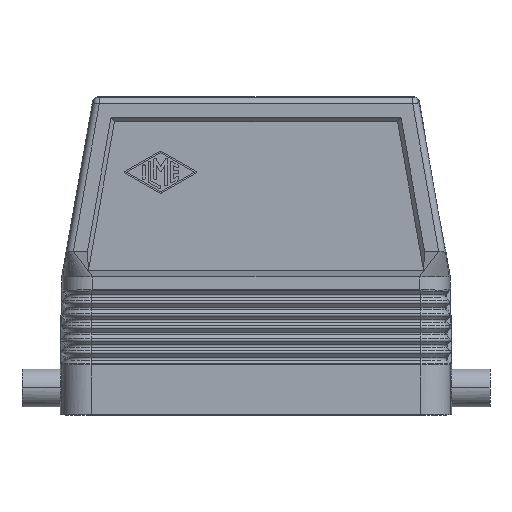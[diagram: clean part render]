
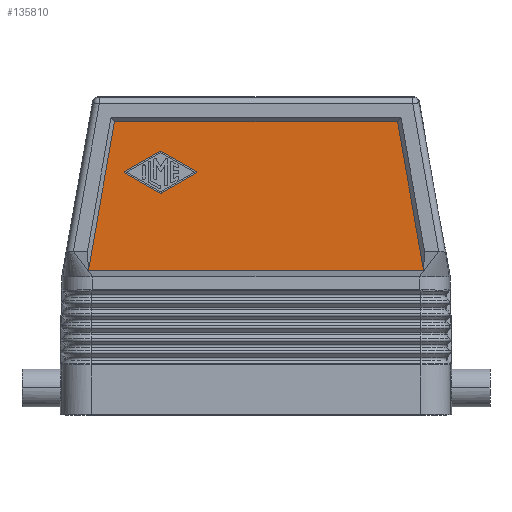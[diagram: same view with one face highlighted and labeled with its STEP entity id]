
A CAD part, left-side view. The second image highlights one B-rep face of the part: STEP entity #135810.
In plain terms, the highlighted planar face has unit normal (-1, 0, 0).
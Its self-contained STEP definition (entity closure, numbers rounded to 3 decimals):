
#32940=CARTESIAN_POINT('',(374.083,40.072,
63.188));
#32950=VERTEX_POINT('',#32940);
#33120=CARTESIAN_POINT('',(374.083,48.488,
58.377));
#33130=VERTEX_POINT('',#33120);
#33160=CARTESIAN_POINT('',(374.083,44.373,
60.73));
#33170=DIRECTION('',(0.,-0.868,0.496));
#33180=VECTOR('',#33170,1.);
#33190=LINE('',#33160,#33180);
#33200=EDGE_CURVE('',#33130,#32950,#33190,.T.);
#94700=CARTESIAN_POINT('',(374.083,40.072,
53.277));
#94710=VERTEX_POINT('',#94700);
#94890=CARTESIAN_POINT('',(374.083,39.741,
53.277));
#94900=VERTEX_POINT('',#94890);
#94930=CARTESIAN_POINT('',(374.083,39.906,
53.566));
#94940=DIRECTION('',(-1.,0.,0.));
#94950=DIRECTION('',(0.,-1.,0.));
#94960=AXIS2_PLACEMENT_3D('',#94930,#94940,#94950);
#94970=CIRCLE('',#94960,0.333);
#94980=EDGE_CURVE('',#94710,#94900,#94970,.T.);
#105710=CARTESIAN_POINT('',(374.083,31.324,
58.088));
#105720=VERTEX_POINT('',#105710);
#105800=CARTESIAN_POINT('',(374.083,31.324,
58.377));
#105810=VERTEX_POINT('',#105800);
#105840=CARTESIAN_POINT('',(374.083,31.407,
58.233));
#105850=DIRECTION('',(-1.,0.,0.));
#105860=DIRECTION('',(0.,-1.,0.));
#105870=AXIS2_PLACEMENT_3D('',#105840,#105850,#105860);
#105880=CIRCLE('',#105870,0.167);
#105890=EDGE_CURVE('',#105720,#105810,#105880,.T.);
#116700=CARTESIAN_POINT('',(374.083,48.488,
58.088));
#116710=VERTEX_POINT('',#116700);
#116740=CARTESIAN_POINT('',(374.083,48.405,
58.233));
#116750=DIRECTION('',(-1.,0.,0.));
#116760=DIRECTION('',(0.,-1.,0.));
#116770=AXIS2_PLACEMENT_3D('',#116740,#116750,#116760);
#116780=CIRCLE('',#116770,0.167);
#116790=EDGE_CURVE('',#33130,#116710,#116780,.T.);
#126440=CARTESIAN_POINT('',(374.083,44.373,
55.735));
#126450=DIRECTION('',(0.,0.868,0.496));
#126460=VECTOR('',#126450,1.);
#126470=LINE('',#126440,#126460);
#126480=EDGE_CURVE('',#94710,#116710,#126470,.T.);
#132100=CARTESIAN_POINT('',(374.083,39.741,
63.188));
#132110=VERTEX_POINT('',#132100);
#132160=CARTESIAN_POINT('',(374.083,39.906,
62.899));
#132170=DIRECTION('',(-1.,0.,0.));
#132180=DIRECTION('',(0.,-1.,0.));
#132190=AXIS2_PLACEMENT_3D('',#132160,#132170,#132180);
#132200=CIRCLE('',#132190,0.333);
#132210=EDGE_CURVE('',#132110,#32950,#132200,.T.);
#134620=CARTESIAN_POINT('',(374.083,50.926,
70.233));
#134630=VERTEX_POINT('',#134620);
#134800=CARTESIAN_POINT('',(374.083,-16.613,
70.233));
#134810=VERTEX_POINT('',#134800);
#134840=CARTESIAN_POINT('',(374.083,44.373,
70.233));
#134850=DIRECTION('',(0.,1.,0.));
#134860=VECTOR('',#134850,1.);
#134870=LINE('',#134840,#134860);
#134880=EDGE_CURVE('',#134810,#134630,#134870,.T.);
#135110=CARTESIAN_POINT('',(374.083,-22.843,
34.87));
#135120=VERTEX_POINT('',#135110);
#135150=CARTESIAN_POINT('',(374.083,-26.831,
12.233));
#135160=DIRECTION('',(0.,0.174,0.985));
#135170=VECTOR('',#135160,1.);
#135180=LINE('',#135150,#135170);
#135190=EDGE_CURVE('',#135120,#134810,#135180,.T.);
#135380=CARTESIAN_POINT('',(374.083,-12.317,
48.893));
#135390=DIRECTION('',(1.,0.,0.));
#135400=DIRECTION('',(0.,1.,0.));
#135410=AXIS2_PLACEMENT_3D('',#135380,#135390,#135400);
#135420=PLANE('',#135410);
#135430=ORIENTED_EDGE('',*,*,#105890,.F.);
#135440=CARTESIAN_POINT('',(374.083,44.373,
65.836));
#135450=DIRECTION('',(0.,-0.868,-0.496));
#135460=VECTOR('',#135450,1.);
#135470=LINE('',#135440,#135460);
#135480=EDGE_CURVE('',#132110,#105810,#135470,.T.);
#135490=ORIENTED_EDGE('',*,*,#135480,.T.);
#135500=ORIENTED_EDGE('',*,*,#132210,.F.);
#135510=ORIENTED_EDGE('',*,*,#33200,.T.);
#135520=ORIENTED_EDGE('',*,*,#116790,.F.);
#135530=ORIENTED_EDGE('',*,*,#126480,.T.);
#135540=ORIENTED_EDGE('',*,*,#94980,.F.);
#135550=CARTESIAN_POINT('',(374.083,44.373,
50.63));
#135560=DIRECTION('',(0.,0.868,-0.496));
#135570=VECTOR('',#135560,1.);
#135580=LINE('',#135550,#135570);
#135590=EDGE_CURVE('',#105720,#94900,#135580,.T.);
#135600=ORIENTED_EDGE('',*,*,#135590,.T.);
#135610=EDGE_LOOP('',(#135600,#135540,#135530,#135520,#135510,#135500,
#135490,#135430));
#135620=FACE_BOUND('',#135610,.T.);
#135630=CARTESIAN_POINT('',(374.083,44.373,
34.87));
#135640=DIRECTION('',(0.,1.,0.));
#135650=VECTOR('',#135640,1.);
#135660=LINE('',#135630,#135650);
#135670=CARTESIAN_POINT('',(374.083,57.156,
34.87));
#135680=VERTEX_POINT('',#135670);
#135690=EDGE_CURVE('',#135120,#135680,#135660,.T.);
#135700=ORIENTED_EDGE('',*,*,#135690,.F.);
#135710=CARTESIAN_POINT('',(374.083,61.144,
12.233));
#135720=DIRECTION('',(0.,-0.174,0.985));
#135730=VECTOR('',#135720,1.);
#135740=LINE('',#135710,#135730);
#135750=EDGE_CURVE('',#135680,#134630,#135740,.T.);
#135760=ORIENTED_EDGE('',*,*,#135750,.F.);
#135770=ORIENTED_EDGE('',*,*,#134880,.T.);
#135780=ORIENTED_EDGE('',*,*,#135190,.T.);
#135790=EDGE_LOOP('',(#135780,#135770,#135760,#135700));
#135800=FACE_OUTER_BOUND('',#135790,.T.);
#135810=ADVANCED_FACE('',(#135620,#135800),#135420,.F.);
